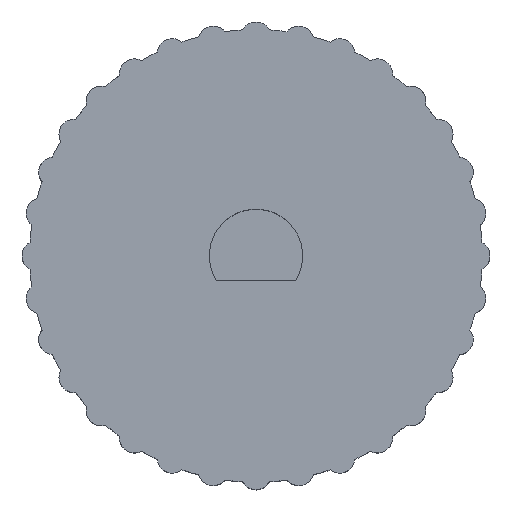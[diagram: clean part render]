
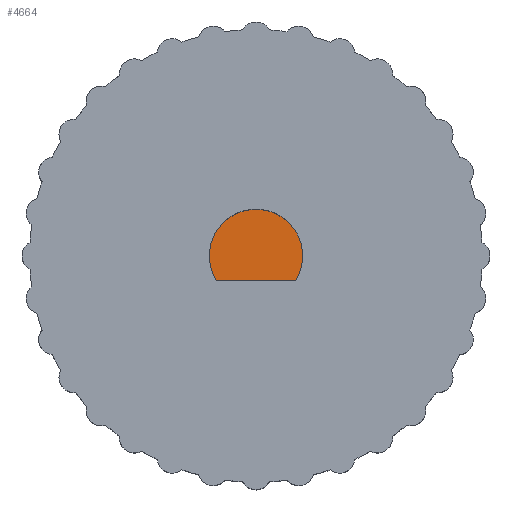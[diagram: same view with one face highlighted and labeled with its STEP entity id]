
A CAD part, top view. The second image highlights one B-rep face of the part: STEP entity #4664.
In plain terms, the highlighted planar face has unit normal (0, 0, 1).
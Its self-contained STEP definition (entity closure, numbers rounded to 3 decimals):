
#81=LINE('',#11903,#149);
#149=VECTOR('',#6571,10.);
#251=PLANE('',#5295);
#899=FACE_OUTER_BOUND('',#1192,.T.);
#1192=EDGE_LOOP('',(#4268,#4269));
#1606=CIRCLE('',#5294,3.1);
#2120=VERTEX_POINT('',#11900);
#2121=VERTEX_POINT('',#11902);
#2857=EDGE_CURVE('',#2120,#2121,#81,.T.);
#2860=EDGE_CURVE('',#2121,#2120,#1606,.T.);
#4268=ORIENTED_EDGE('',*,*,#2860,.F.);
#4269=ORIENTED_EDGE('',*,*,#2857,.F.);
#4664=ADVANCED_FACE('',(#899),#251,.T.);
#5294=AXIS2_PLACEMENT_3D('',#11907,#6577,#6578);
#5295=AXIS2_PLACEMENT_3D('',#11908,#6579,#6580);
#6571=DIRECTION('',(-1.,0.,0.));
#6577=DIRECTION('center_axis',(0.,0.,-1.));
#6578=DIRECTION('ref_axis',(1.,0.,0.));
#6579=DIRECTION('center_axis',(0.,0.,1.));
#6580=DIRECTION('ref_axis',(1.,0.,0.));
#11900=CARTESIAN_POINT('',(2.625,-1.649,-6.));
#11902=CARTESIAN_POINT('',(-2.625,-1.649,-6.));
#11903=CARTESIAN_POINT('',(-2.625,-1.649,-6.));
#11907=CARTESIAN_POINT('Origin',(0.,0.,-6.));
#11908=CARTESIAN_POINT('Origin',(0.,0.725,-6.));
